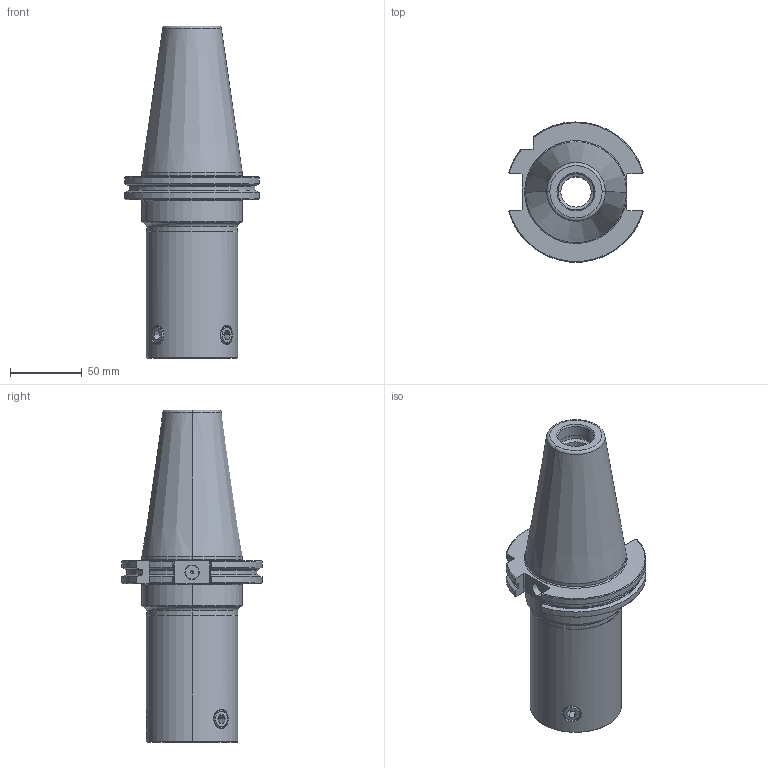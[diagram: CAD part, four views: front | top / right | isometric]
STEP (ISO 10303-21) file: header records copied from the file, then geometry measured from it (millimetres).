
FILE_DESCRIPTION(('no description'),'unknown implementation level');
FILE_NAME('DCF17388-BD68-4D14-B21E-118D75573567_export.stp',' ',('CIMSOURCE GmbH'),('CADClick - KiM GmbH - www.kimweb.de'),'unknown preprocess','ACIS','unknown authorization');
FILE_SCHEMA(('automotive_design'));
Length unit declared in the file: millimetre
Products named in the file (4): 323.767N Kaiser Schaft SK50VBDxCKN6x160|690.436 Kaiser ETL M12 X 18 CK6;Schnitt-Linear austragen2; 323.767N Kaiser Schaft SK50VBDxCKN6x160|323.767N Kaiser Schaft SK50VBDxCKN6x160;Schnitt-Rotation2
Bounding box: 93.59 x 97.27 x 230.6 mm (x, y, z)
Volume: 602305.1 mm3; surface area: 78975.1 mm2
Topology: 4 solids, 4 shells, 252 faces, 607 edges, 363 vertices
Faces by surface type: plane 89, cone 74, cylinder 71, torus 18
Entity records: 14766 total; most frequent: CARTESIAN_POINT 2034, DIRECTION 1257, STYLED_ITEM 1216, PRESENTATION_STYLE_ASSIGNMENT 1216, COLOUR_RGB 1216, ORIENTED_EDGE 1194, EDGE_CURVE 597, CURVE_STYLE 597
